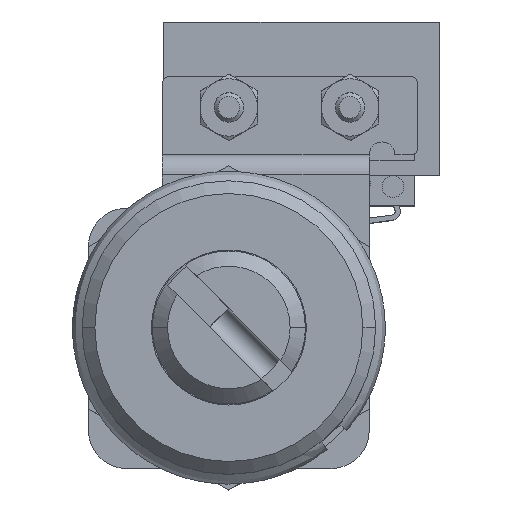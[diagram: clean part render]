
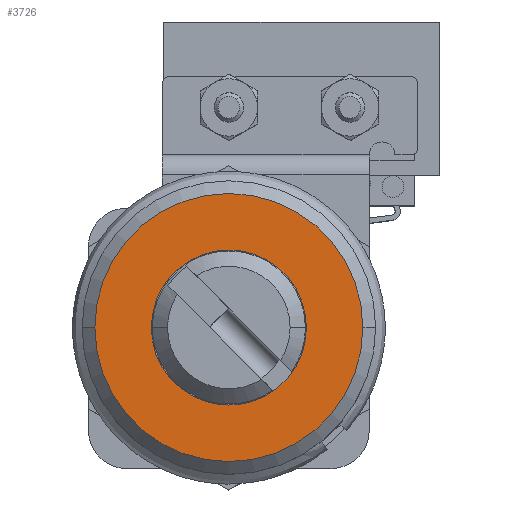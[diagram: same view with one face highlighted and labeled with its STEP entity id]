
A CAD part, top view. The second image highlights one B-rep face of the part: STEP entity #3726.
In plain terms, the highlighted planar face has unit normal (0, 0, 1).
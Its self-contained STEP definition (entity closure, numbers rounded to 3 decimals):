
#745 = ORIENTED_EDGE ( 'NONE', *, *, #9264, .F. ) ;
#1046 = AXIS2_PLACEMENT_3D ( 'NONE', #16118, #14223, #12322 ) ;
#1466 = CARTESIAN_POINT ( 'NONE',  ( 0., 0., 0. ) ) ;
#1498 = ORIENTED_EDGE ( 'NONE', *, *, #17639, .T. ) ;
#2599 = VERTEX_POINT ( 'NONE', #16038 ) ;
#3418 = DIRECTION ( 'NONE',  ( -1., 0., 0. ) ) ;
#3726 = ADVANCED_FACE ( 'NONE', ( #5700, #8583 ), #9125, .F. ) ;
#4025 = VERTEX_POINT ( 'NONE', #7530 ) ;
#4448 = EDGE_LOOP ( 'NONE', ( #6129, #1498 ) ) ;
#5210 = VERTEX_POINT ( 'NONE', #5901 ) ;
#5314 = DIRECTION ( 'NONE',  ( 0., 0., -1. ) ) ;
#5700 = FACE_OUTER_BOUND ( 'NONE', #4448, .T. ) ;
#5901 = CARTESIAN_POINT ( 'NONE',  ( -6.075, 0., 0. ) ) ;
#5928 = AXIS2_PLACEMENT_3D ( 'NONE', #12189, #10248, #8334 ) ;
#6129 = ORIENTED_EDGE ( 'NONE', *, *, #12290, .T. ) ;
#7141 = AXIS2_PLACEMENT_3D ( 'NONE', #7198, #5314, #3418 ) ;
#7198 = CARTESIAN_POINT ( 'NONE',  ( 0., 11.5, 0. ) ) ;
#7530 = CARTESIAN_POINT ( 'NONE',  ( 10.5, 0., 0. ) ) ;
#7579 = ORIENTED_EDGE ( 'NONE', *, *, #11824, .F. ) ;
#7647 = CIRCLE ( 'NONE', #16205, 10.5 ) ;
#8334 = DIRECTION ( 'NONE',  ( 1., 0., 0. ) ) ;
#8583 = FACE_BOUND ( 'NONE', #10689, .T. ) ;
#9125 = PLANE ( 'NONE',  #7141 ) ;
#9264 = EDGE_CURVE ( 'NONE', #18437, #5210, #13034, .T. ) ;
#10248 = DIRECTION ( 'NONE',  ( 0., 0., 1. ) ) ;
#10689 = EDGE_LOOP ( 'NONE', ( #745, #7579 ) ) ;
#11824 = EDGE_CURVE ( 'NONE', #5210, #18437, #14786, .T. ) ;
#12189 = CARTESIAN_POINT ( 'NONE',  ( 0., 0., 0. ) ) ;
#12236 = DIRECTION ( 'NONE',  ( -1., 0., 0. ) ) ;
#12290 = EDGE_CURVE ( 'NONE', #2599, #4025, #7647, .T. ) ;
#12322 = DIRECTION ( 'NONE',  ( 1., 0., 0. ) ) ;
#12570 = CIRCLE ( 'NONE', #13187, 10.5 ) ;
#13034 = CIRCLE ( 'NONE', #5928, 6.075 ) ;
#13187 = AXIS2_PLACEMENT_3D ( 'NONE', #1466, #18251, #16308 ) ;
#13873 = CARTESIAN_POINT ( 'NONE',  ( 6.075, 0., 0. ) ) ;
#14151 = DIRECTION ( 'NONE',  ( 0., 0., 1. ) ) ;
#14223 = DIRECTION ( 'NONE',  ( 0., 0., 1. ) ) ;
#14786 = CIRCLE ( 'NONE', #1046, 6.075 ) ;
#16033 = CARTESIAN_POINT ( 'NONE',  ( 0., 0., 0. ) ) ;
#16038 = CARTESIAN_POINT ( 'NONE',  ( -10.5, 0., 0. ) ) ;
#16118 = CARTESIAN_POINT ( 'NONE',  ( 0., 0., 0. ) ) ;
#16205 = AXIS2_PLACEMENT_3D ( 'NONE', #16033, #14151, #12236 ) ;
#16308 = DIRECTION ( 'NONE',  ( -1., 0., 0. ) ) ;
#17639 = EDGE_CURVE ( 'NONE', #4025, #2599, #12570, .T. ) ;
#18251 = DIRECTION ( 'NONE',  ( 0., 0., 1. ) ) ;
#18437 = VERTEX_POINT ( 'NONE', #13873 ) ;
